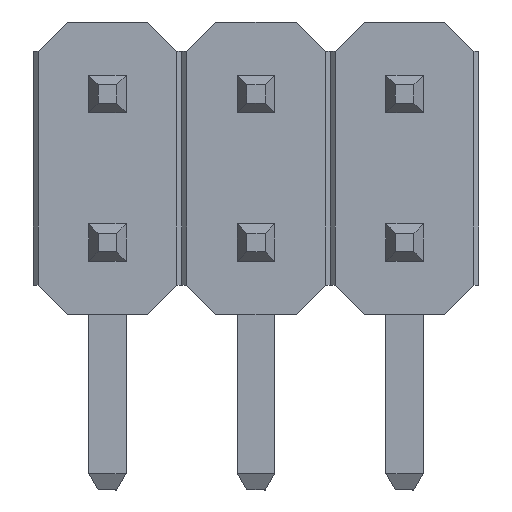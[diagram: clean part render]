
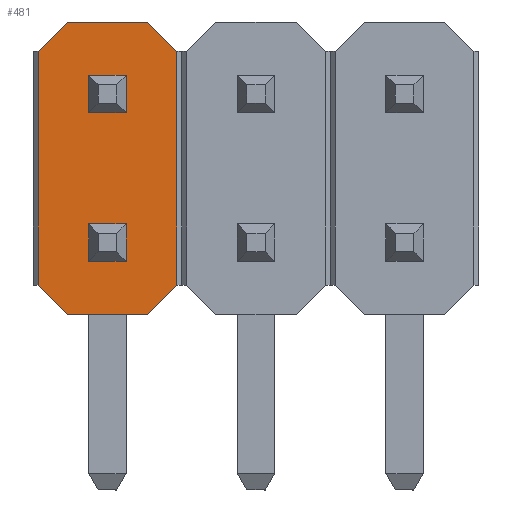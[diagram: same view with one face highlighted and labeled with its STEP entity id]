
A CAD part, front view. The second image highlights one B-rep face of the part: STEP entity #481.
In plain terms, the highlighted planar face has unit normal (0, -1, 0).
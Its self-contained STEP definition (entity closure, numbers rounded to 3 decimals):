
#15 = VECTOR ( 'NONE', #2170, 1000. ) ;
#49 = ORIENTED_EDGE ( 'NONE', *, *, #2331, .F. ) ;
#55 = EDGE_CURVE ( 'NONE', #1239, #1889, #1441, .T. ) ;
#130 = DIRECTION ( 'NONE',  ( 1., 0., 0. ) ) ;
#209 = DIRECTION ( 'NONE',  ( 0., 0., 1. ) ) ;
#241 = CARTESIAN_POINT ( 'NONE',  ( 1.185, -4.18, 0. ) ) ;
#302 = FACE_OUTER_BOUND ( 'NONE', #2974, .T. ) ;
#385 = ORIENTED_EDGE ( 'NONE', *, *, #1044, .F. ) ;
#433 = LINE ( 'NONE', #2406, #2300 ) ;
#481 = ADVANCED_FACE ( 'NONE', ( #302 ), #1532, .F. ) ;
#617 = LINE ( 'NONE', #241, #3562 ) ;
#784 = VECTOR ( 'NONE', #1508, 1000. ) ;
#874 = DIRECTION ( 'NONE',  ( 0., 1., 0. ) ) ;
#904 = CARTESIAN_POINT ( 'NONE',  ( 1.185, -4.18, 4.5 ) ) ;
#934 = CARTESIAN_POINT ( 'NONE',  ( -0.685, -4.18, 0. ) ) ;
#954 = VECTOR ( 'NONE', #3731, 1000. ) ;
#969 = VERTEX_POINT ( 'NONE', #2373 ) ;
#1044 = EDGE_CURVE ( 'NONE', #2356, #1097, #2726, .T. ) ;
#1097 = VERTEX_POINT ( 'NONE', #934 ) ;
#1132 = ORIENTED_EDGE ( 'NONE', *, *, #2959, .F. ) ;
#1235 = LINE ( 'NONE', #2523, #784 ) ;
#1239 = VERTEX_POINT ( 'NONE', #1585 ) ;
#1252 = CARTESIAN_POINT ( 'NONE',  ( 0.685, -4.18, 0. ) ) ;
#1441 = LINE ( 'NONE', #3044, #3128 ) ;
#1459 = CARTESIAN_POINT ( 'NONE',  ( -0.685, -4.18, 5. ) ) ;
#1508 = DIRECTION ( 'NONE',  ( -0.707, 0., -0.707 ) ) ;
#1532 = PLANE ( 'NONE',  #2473 ) ;
#1585 = CARTESIAN_POINT ( 'NONE',  ( -1.185, -4.18, 0.5 ) ) ;
#1630 = VERTEX_POINT ( 'NONE', #904 ) ;
#1786 = EDGE_CURVE ( 'NONE', #1630, #2646, #617, .T. ) ;
#1889 = VERTEX_POINT ( 'NONE', #3618 ) ;
#1915 = LINE ( 'NONE', #3734, #15 ) ;
#1951 = ORIENTED_EDGE ( 'NONE', *, *, #2385, .F. ) ;
#2080 = ORIENTED_EDGE ( 'NONE', *, *, #55, .F. ) ;
#2170 = DIRECTION ( 'NONE',  ( -0.707, 0., 0.707 ) ) ;
#2186 = DIRECTION ( 'NONE',  ( 0., 0., 1. ) ) ;
#2300 = VECTOR ( 'NONE', #2938, 1000. ) ;
#2331 = EDGE_CURVE ( 'NONE', #969, #1630, #433, .T. ) ;
#2356 = VERTEX_POINT ( 'NONE', #3889 ) ;
#2373 = CARTESIAN_POINT ( 'NONE',  ( 0.685, -4.18, 5. ) ) ;
#2385 = EDGE_CURVE ( 'NONE', #2646, #2356, #1235, .T. ) ;
#2406 = CARTESIAN_POINT ( 'NONE',  ( 0.685, -4.18, 5. ) ) ;
#2453 = DIRECTION ( 'NONE',  ( -1., 0., 0. ) ) ;
#2465 = CARTESIAN_POINT ( 'NONE',  ( -1.185, -4.18, 4.5 ) ) ;
#2473 = AXIS2_PLACEMENT_3D ( 'NONE', #2758, #874, #2186 ) ;
#2523 = CARTESIAN_POINT ( 'NONE',  ( 1.185, -4.18, 0.5 ) ) ;
#2623 = EDGE_CURVE ( 'NONE', #1889, #3411, #3352, .T. ) ;
#2646 = VERTEX_POINT ( 'NONE', #4014 ) ;
#2726 = LINE ( 'NONE', #1252, #3076 ) ;
#2758 = CARTESIAN_POINT ( 'NONE',  ( 0., -4.18, 0. ) ) ;
#2876 = CARTESIAN_POINT ( 'NONE',  ( -0.685, -4.18, 5. ) ) ;
#2938 = DIRECTION ( 'NONE',  ( 0.707, 0., -0.707 ) ) ;
#2959 = EDGE_CURVE ( 'NONE', #3411, #969, #2982, .T. ) ;
#2972 = ORIENTED_EDGE ( 'NONE', *, *, #1786, .F. ) ;
#2974 = EDGE_LOOP ( 'NONE', ( #49, #1132, #3073, #2080, #3924, #385, #1951, #2972 ) ) ;
#2982 = LINE ( 'NONE', #1459, #3827 ) ;
#3044 = CARTESIAN_POINT ( 'NONE',  ( -1.185, -4.18, 0. ) ) ;
#3073 = ORIENTED_EDGE ( 'NONE', *, *, #2623, .F. ) ;
#3076 = VECTOR ( 'NONE', #2453, 1000. ) ;
#3128 = VECTOR ( 'NONE', #209, 1000. ) ;
#3352 = LINE ( 'NONE', #2465, #954 ) ;
#3411 = VERTEX_POINT ( 'NONE', #2876 ) ;
#3442 = DIRECTION ( 'NONE',  ( 0., 0., -1. ) ) ;
#3562 = VECTOR ( 'NONE', #3442, 1000. ) ;
#3618 = CARTESIAN_POINT ( 'NONE',  ( -1.185, -4.18, 4.5 ) ) ;
#3731 = DIRECTION ( 'NONE',  ( 0.707, 0., 0.707 ) ) ;
#3734 = CARTESIAN_POINT ( 'NONE',  ( -0.685, -4.18, 0. ) ) ;
#3827 = VECTOR ( 'NONE', #130, 1000. ) ;
#3889 = CARTESIAN_POINT ( 'NONE',  ( 0.685, -4.18, 0. ) ) ;
#3924 = ORIENTED_EDGE ( 'NONE', *, *, #4074, .F. ) ;
#4014 = CARTESIAN_POINT ( 'NONE',  ( 1.185, -4.18, 0.5 ) ) ;
#4074 = EDGE_CURVE ( 'NONE', #1097, #1239, #1915, .T. ) ;
